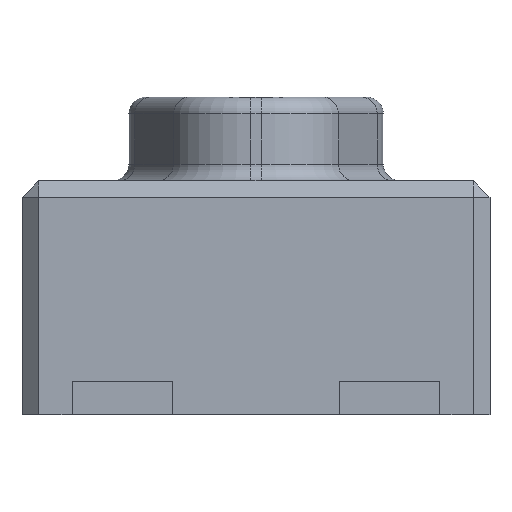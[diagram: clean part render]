
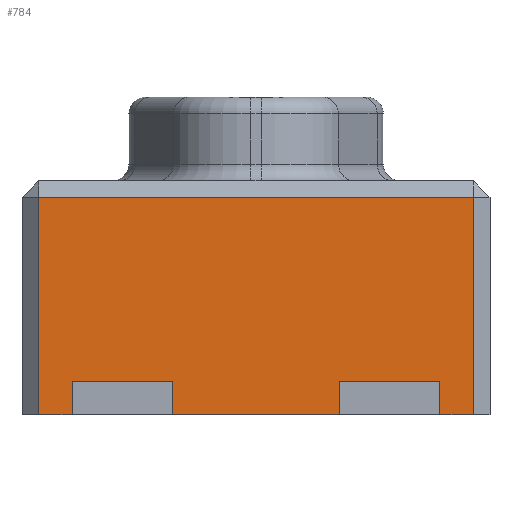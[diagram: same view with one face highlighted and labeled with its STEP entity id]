
A CAD part, left-side view. The second image highlights one B-rep face of the part: STEP entity #784.
In plain terms, the highlighted planar face has unit normal (-1, 0, 0).
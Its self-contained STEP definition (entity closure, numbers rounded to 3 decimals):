
#49 = CARTESIAN_POINT ( 'NONE',  ( 0., 0., 0. ) ) ;
#83 = EDGE_CURVE ( 'NONE', #1644, #979, #750, .T. ) ;
#101 = CARTESIAN_POINT ( 'NONE',  ( 0., 2.5, 0.2 ) ) ;
#120 = AXIS2_PLACEMENT_3D ( 'NONE', #278, #2370, #1121 ) ;
#166 = VERTEX_POINT ( 'NONE', #2694 ) ;
#169 = VERTEX_POINT ( 'NONE', #820 ) ;
#185 = CARTESIAN_POINT ( 'NONE',  ( 0., 0., 1.3 ) ) ;
#210 = EDGE_CURVE ( 'NONE', #1080, #169, #972, .T. ) ;
#243 = CARTESIAN_POINT ( 'NONE',  ( 0., 0.3, 0.2 ) ) ;
#255 = DIRECTION ( 'NONE',  ( 0., 0., 1. ) ) ;
#257 = VECTOR ( 'NONE', #794, 1000. ) ;
#278 = CARTESIAN_POINT ( 'NONE',  ( 0., 0., 1.4 ) ) ;
#284 = LINE ( 'NONE', #49, #1260 ) ;
#315 = ORIENTED_EDGE ( 'NONE', *, *, #1218, .T. ) ;
#321 = DIRECTION ( 'NONE',  ( 0., 1., 0. ) ) ;
#339 = EDGE_CURVE ( 'NONE', #166, #2500, #1691, .T. ) ;
#422 = CARTESIAN_POINT ( 'NONE',  ( 0., 2.5, 0. ) ) ;
#502 = CARTESIAN_POINT ( 'NONE',  ( 0., 0., 0. ) ) ;
#556 = ORIENTED_EDGE ( 'NONE', *, *, #1377, .T. ) ;
#580 = CARTESIAN_POINT ( 'NONE',  ( 0., 2.5, 0.2 ) ) ;
#608 = DIRECTION ( 'NONE',  ( 0., 1., 0. ) ) ;
#670 = LINE ( 'NONE', #2065, #1853 ) ;
#694 = DIRECTION ( 'NONE',  ( 0., 0., -1. ) ) ;
#709 = ORIENTED_EDGE ( 'NONE', *, *, #210, .F. ) ;
#726 = CARTESIAN_POINT ( 'NONE',  ( 0., 0.9, 0.2 ) ) ;
#750 = LINE ( 'NONE', #1882, #1237 ) ;
#775 = VECTOR ( 'NONE', #1137, 1000. ) ;
#776 = CARTESIAN_POINT ( 'NONE',  ( 0., 1.9, 0.2 ) ) ;
#784 = ADVANCED_FACE ( 'NONE', ( #1820 ), #1529, .F. ) ;
#794 = DIRECTION ( 'NONE',  ( 0., 0., -1. ) ) ;
#814 = ORIENTED_EDGE ( 'NONE', *, *, #2519, .T. ) ;
#820 = CARTESIAN_POINT ( 'NONE',  ( 0., 0.9, 0. ) ) ;
#906 = ORIENTED_EDGE ( 'NONE', *, *, #2021, .T. ) ;
#928 = VECTOR ( 'NONE', #1616, 1000. ) ;
#972 = LINE ( 'NONE', #726, #1034 ) ;
#979 = VERTEX_POINT ( 'NONE', #986 ) ;
#986 = CARTESIAN_POINT ( 'NONE',  ( 0., 0.1, 1.3 ) ) ;
#1016 = DIRECTION ( 'NONE',  ( 0., 1., 0. ) ) ;
#1030 = VECTOR ( 'NONE', #2241, 1000. ) ;
#1034 = VECTOR ( 'NONE', #2367, 1000. ) ;
#1080 = VERTEX_POINT ( 'NONE', #2331 ) ;
#1121 = DIRECTION ( 'NONE',  ( 0., 0., -1. ) ) ;
#1131 = CARTESIAN_POINT ( 'NONE',  ( 0., 1.9, 0.2 ) ) ;
#1137 = DIRECTION ( 'NONE',  ( 0., -1., 0. ) ) ;
#1200 = VECTOR ( 'NONE', #694, 1000. ) ;
#1205 = ORIENTED_EDGE ( 'NONE', *, *, #1353, .F. ) ;
#1218 = EDGE_CURVE ( 'NONE', #2500, #1644, #2659, .T. ) ;
#1237 = VECTOR ( 'NONE', #255, 1000. ) ;
#1260 = VECTOR ( 'NONE', #1501, 1000. ) ;
#1266 = EDGE_CURVE ( 'NONE', #2288, #169, #1477, .T. ) ;
#1287 = LINE ( 'NONE', #2420, #1782 ) ;
#1324 = EDGE_CURVE ( 'NONE', #166, #1080, #1287, .T. ) ;
#1353 = EDGE_CURVE ( 'NONE', #2375, #2391, #670, .T. ) ;
#1377 = EDGE_CURVE ( 'NONE', #979, #1959, #2335, .T. ) ;
#1398 = CARTESIAN_POINT ( 'NONE',  ( 0., 2.7, 1.4 ) ) ;
#1428 = LINE ( 'NONE', #580, #257 ) ;
#1431 = VERTEX_POINT ( 'NONE', #422 ) ;
#1456 = EDGE_LOOP ( 'NONE', ( #556, #814, #906, #1765, #1205, #2063, #2673, #709, #2096, #2230, #315, #1771 ) ) ;
#1477 = LINE ( 'NONE', #2609, #1913 ) ;
#1501 = DIRECTION ( 'NONE',  ( 0., -1., 0. ) ) ;
#1529 = PLANE ( 'NONE',  #120 ) ;
#1616 = DIRECTION ( 'NONE',  ( 0., 0., -1. ) ) ;
#1644 = VERTEX_POINT ( 'NONE', #1742 ) ;
#1656 = VECTOR ( 'NONE', #608, 1000. ) ;
#1691 = LINE ( 'NONE', #243, #1200 ) ;
#1742 = CARTESIAN_POINT ( 'NONE',  ( 0., 0.1, 0. ) ) ;
#1765 = ORIENTED_EDGE ( 'NONE', *, *, #1779, .F. ) ;
#1771 = ORIENTED_EDGE ( 'NONE', *, *, #83, .T. ) ;
#1779 = EDGE_CURVE ( 'NONE', #2391, #1431, #1428, .T. ) ;
#1782 = VECTOR ( 'NONE', #321, 1000. ) ;
#1820 = FACE_OUTER_BOUND ( 'NONE', #1456, .T. ) ;
#1853 = VECTOR ( 'NONE', #1016, 1000. ) ;
#1882 = CARTESIAN_POINT ( 'NONE',  ( 0., 0.1, 1.4 ) ) ;
#1913 = VECTOR ( 'NONE', #2204, 1000. ) ;
#1926 = VERTEX_POINT ( 'NONE', #2517 ) ;
#1959 = VERTEX_POINT ( 'NONE', #2513 ) ;
#2010 = CARTESIAN_POINT ( 'NONE',  ( 0., 1.9, 0. ) ) ;
#2021 = EDGE_CURVE ( 'NONE', #1926, #1431, #284, .T. ) ;
#2029 = CARTESIAN_POINT ( 'NONE',  ( 0., 0.3, 0. ) ) ;
#2063 = ORIENTED_EDGE ( 'NONE', *, *, #2293, .T. ) ;
#2065 = CARTESIAN_POINT ( 'NONE',  ( 0., 2.5, 0.2 ) ) ;
#2082 = LINE ( 'NONE', #776, #1030 ) ;
#2096 = ORIENTED_EDGE ( 'NONE', *, *, #1324, .F. ) ;
#2204 = DIRECTION ( 'NONE',  ( 0., -1., 0. ) ) ;
#2230 = ORIENTED_EDGE ( 'NONE', *, *, #339, .T. ) ;
#2241 = DIRECTION ( 'NONE',  ( 0., 0., -1. ) ) ;
#2288 = VERTEX_POINT ( 'NONE', #2010 ) ;
#2293 = EDGE_CURVE ( 'NONE', #2375, #2288, #2082, .T. ) ;
#2331 = CARTESIAN_POINT ( 'NONE',  ( 0., 0.9, 0.2 ) ) ;
#2335 = LINE ( 'NONE', #185, #1656 ) ;
#2367 = DIRECTION ( 'NONE',  ( 0., 0., -1. ) ) ;
#2370 = DIRECTION ( 'NONE',  ( 1., 0., 0. ) ) ;
#2375 = VERTEX_POINT ( 'NONE', #1131 ) ;
#2391 = VERTEX_POINT ( 'NONE', #101 ) ;
#2420 = CARTESIAN_POINT ( 'NONE',  ( 0., 0.9, 0.2 ) ) ;
#2500 = VERTEX_POINT ( 'NONE', #2029 ) ;
#2513 = CARTESIAN_POINT ( 'NONE',  ( 0., 2.7, 1.3 ) ) ;
#2517 = CARTESIAN_POINT ( 'NONE',  ( 0., 2.7, 0. ) ) ;
#2519 = EDGE_CURVE ( 'NONE', #1959, #1926, #2592, .T. ) ;
#2592 = LINE ( 'NONE', #1398, #928 ) ;
#2609 = CARTESIAN_POINT ( 'NONE',  ( 0., 0., 0. ) ) ;
#2659 = LINE ( 'NONE', #502, #775 ) ;
#2673 = ORIENTED_EDGE ( 'NONE', *, *, #1266, .T. ) ;
#2694 = CARTESIAN_POINT ( 'NONE',  ( 0., 0.3, 0.2 ) ) ;
